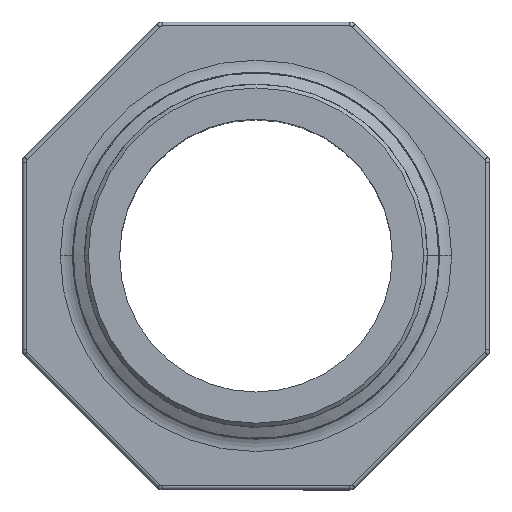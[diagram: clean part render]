
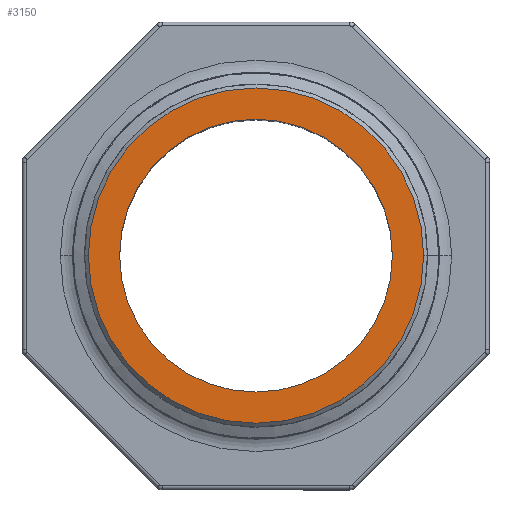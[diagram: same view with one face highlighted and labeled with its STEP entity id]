
A CAD part, top view. The second image highlights one B-rep face of the part: STEP entity #3150.
In plain terms, the highlighted planar face has unit normal (0, 0, 1).
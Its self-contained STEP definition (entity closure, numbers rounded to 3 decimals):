
#75 = EDGE_LOOP ( 'NONE', ( #4087, #11117 ) ) ;
#100 = CIRCLE ( 'NONE', #9146, 21.5 ) ;
#601 = AXIS2_PLACEMENT_3D ( 'NONE', #9497, #12403, #5460 ) ;
#679 = CARTESIAN_POINT ( 'NONE',  ( -21.5, 0., 57. ) ) ;
#898 = CARTESIAN_POINT ( 'NONE',  ( 17.5, 0., 57. ) ) ;
#977 = CARTESIAN_POINT ( 'NONE',  ( -17.5, 0., 57. ) ) ;
#1558 = DIRECTION ( 'NONE',  ( 0., 0., 1. ) ) ;
#3150 = ADVANCED_FACE ( 'NONE', ( #12872, #7128 ), #5369, .T. ) ;
#3173 = ORIENTED_EDGE ( 'NONE', *, *, #6860, .T. ) ;
#3964 = EDGE_CURVE ( 'NONE', #10641, #11627, #13004, .T. ) ;
#4087 = ORIENTED_EDGE ( 'NONE', *, *, #7040, .F. ) ;
#4576 = CARTESIAN_POINT ( 'NONE',  ( 21.5, 0., 57. ) ) ;
#4975 = AXIS2_PLACEMENT_3D ( 'NONE', #6571, #1558, #8739 ) ;
#5053 = DIRECTION ( 'NONE',  ( 0., 0., 1. ) ) ;
#5072 = AXIS2_PLACEMENT_3D ( 'NONE', #10172, #6116, #7136 ) ;
#5146 = DIRECTION ( 'NONE',  ( 1., 0., 0. ) ) ;
#5270 = EDGE_CURVE ( 'NONE', #6820, #10794, #8379, .T. ) ;
#5369 = PLANE ( 'NONE',  #601 ) ;
#5460 = DIRECTION ( 'NONE',  ( 1., 0., 0. ) ) ;
#5738 = DIRECTION ( 'NONE',  ( 0., 0., 1. ) ) ;
#5860 = ORIENTED_EDGE ( 'NONE', *, *, #3964, .T. ) ;
#6116 = DIRECTION ( 'NONE',  ( 0., 0., 1. ) ) ;
#6571 = CARTESIAN_POINT ( 'NONE',  ( 0., 0., 57. ) ) ;
#6820 = VERTEX_POINT ( 'NONE', #898 ) ;
#6860 = EDGE_CURVE ( 'NONE', #11627, #10641, #100, .T. ) ;
#7040 = EDGE_CURVE ( 'NONE', #10794, #6820, #11574, .T. ) ;
#7128 = FACE_BOUND ( 'NONE', #75, .T. ) ;
#7136 = DIRECTION ( 'NONE',  ( 1., 0., 0. ) ) ;
#8379 = CIRCLE ( 'NONE', #10857, 17.5 ) ;
#8739 = DIRECTION ( 'NONE',  ( 1., 0., 0. ) ) ;
#8872 = DIRECTION ( 'NONE',  ( 1., 0., 0. ) ) ;
#9146 = AXIS2_PLACEMENT_3D ( 'NONE', #10218, #5053, #5146 ) ;
#9497 = CARTESIAN_POINT ( 'NONE',  ( 0., 0., 57. ) ) ;
#10172 = CARTESIAN_POINT ( 'NONE',  ( 0., 0., 57. ) ) ;
#10218 = CARTESIAN_POINT ( 'NONE',  ( 0., 0., 57. ) ) ;
#10605 = EDGE_LOOP ( 'NONE', ( #5860, #3173 ) ) ;
#10641 = VERTEX_POINT ( 'NONE', #679 ) ;
#10794 = VERTEX_POINT ( 'NONE', #977 ) ;
#10857 = AXIS2_PLACEMENT_3D ( 'NONE', #12977, #5738, #8872 ) ;
#11117 = ORIENTED_EDGE ( 'NONE', *, *, #5270, .F. ) ;
#11574 = CIRCLE ( 'NONE', #5072, 17.5 ) ;
#11627 = VERTEX_POINT ( 'NONE', #4576 ) ;
#12403 = DIRECTION ( 'NONE',  ( 0., 0., 1. ) ) ;
#12872 = FACE_OUTER_BOUND ( 'NONE', #10605, .T. ) ;
#12977 = CARTESIAN_POINT ( 'NONE',  ( 0., 0., 57. ) ) ;
#13004 = CIRCLE ( 'NONE', #4975, 21.5 ) ;
